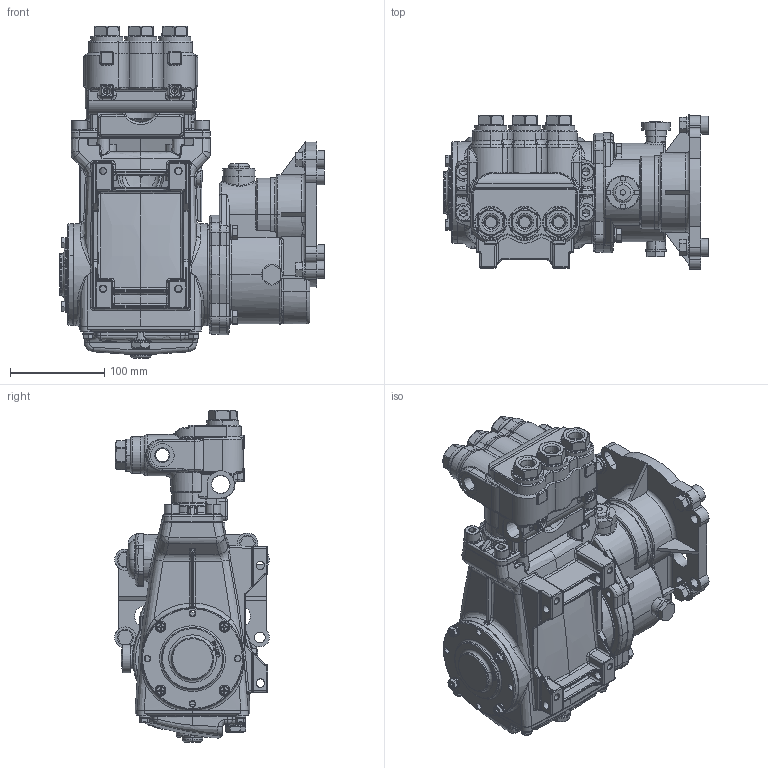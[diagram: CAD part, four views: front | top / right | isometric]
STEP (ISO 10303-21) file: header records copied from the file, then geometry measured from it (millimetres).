
FILE_DESCRIPTION (( 'STEP AP203' ), '1' );
FILE_NAME ('56G118.STEP', '2025-05-23T13:37:01', ( '' ), ( '' ), 'SwSTEP 2.0', 'SolidWorks 2025', '' );
FILE_SCHEMA (( 'CONFIG_CONTROL_DESIGN' ));
Length unit declared in the file: inch
Products named in the file (1): 56G118
Bounding box: 281.33 x 164.13 x 352.5 mm (x, y, z)
Surface area: 407568 mm2 (no closed solid volume)
Topology: 0 solids, 54 shells, 2767 faces, 8209 edges, 5278 vertices
Faces by surface type: plane 835, cylinder 795, bspline 604, torus 350, cone 140, sphere 43
Entity records: 121553 total; most frequent: CARTESIAN_POINT 53689, ORIENTED_EDGE 14259, DIRECTION 13273, EDGE_CURVE 8141, VERTEX_POINT 5274, AXIS2_PLACEMENT_3D 5263, CIRCLE 3099, EDGE_LOOP 3019
